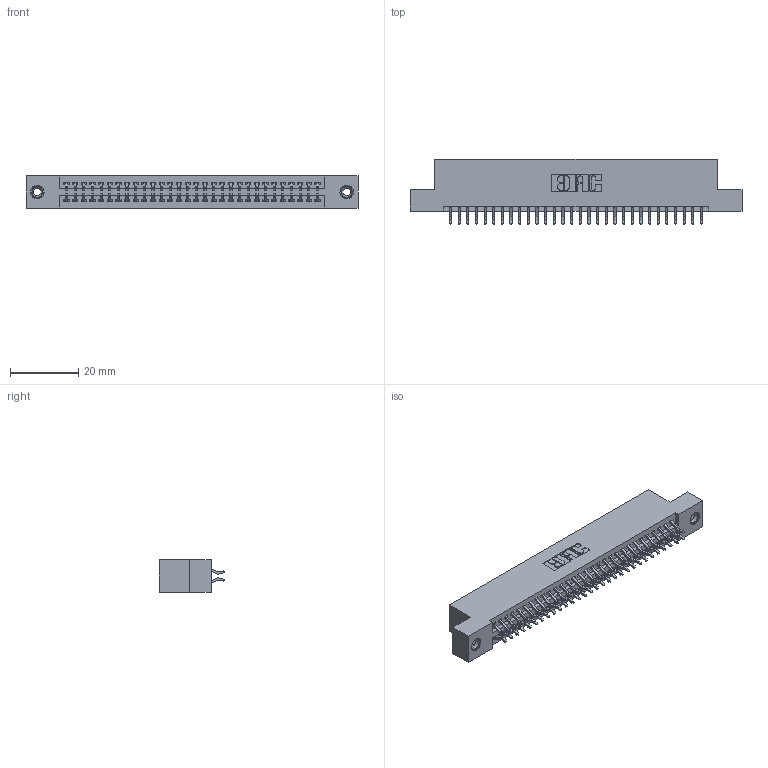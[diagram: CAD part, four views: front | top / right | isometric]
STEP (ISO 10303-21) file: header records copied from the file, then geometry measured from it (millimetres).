
FILE_DESCRIPTION (( 'STEP AP203' ), '1' );
FILE_NAME ('345-060-556-208.STEP', '2019-10-30T08:57:37', ( '' ), ( '' ), 'SwSTEP 2.0', 'SolidWorks 2016', '' );
FILE_SCHEMA (( 'CONFIG_CONTROL_DESIGN' ));
Length unit declared in the file: inch
Products named in the file (4): 345 Part_Flush Mounting Lugs - 0.156 Dia-TI; 345-292-001_556 Tail; 345-250-001_345-250-003-102; 345-060-556-208
Assembly tree (63 placements, depth 2):
  345-060-556-208
    345 Part_Flush Mounting Lugs - 0.156 Dia-TI
    345-292-001_556 Tail  x60
    345-250-001_345-250-003-102  x2
Bounding box: 97.41 x 19.24 x 9.4 mm (x, y, z)
Volume: 9342.1 mm3; surface area: 13537.7 mm2
Topology: 63 solids, 63 shells, 3546 faces, 10497 edges, 6910 vertices
Faces by surface type: plane 2332, cylinder 1198, cone 12, torus 4
Entity records: 26560 total; most frequent: CARTESIAN_POINT 4459, ORIENTED_EDGE 4374, DIRECTION 3961, EDGE_CURVE 2187, VECTOR 1907, LINE 1907, VERTEX_POINT 1452, AXIS2_PLACEMENT_3D 1027
